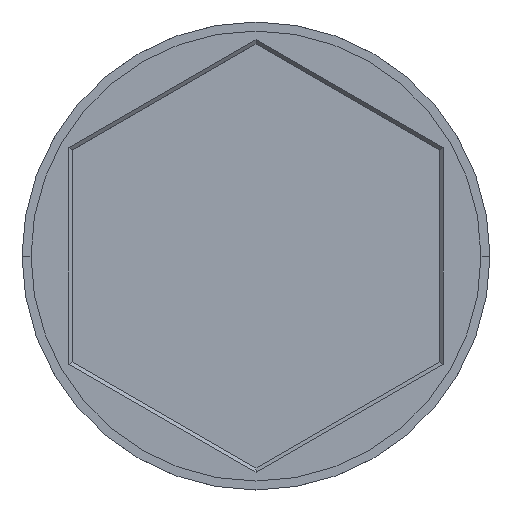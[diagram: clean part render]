
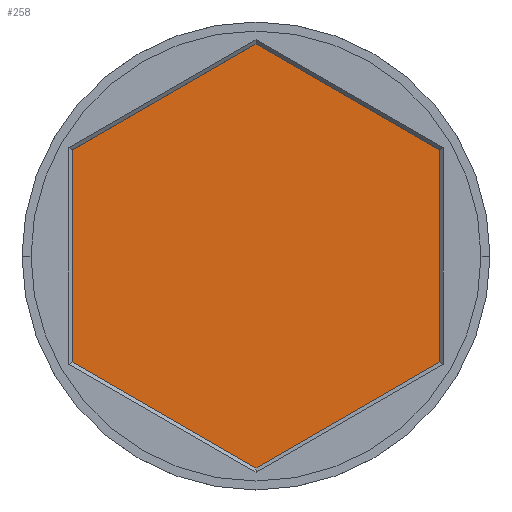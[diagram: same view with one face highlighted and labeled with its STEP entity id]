
A CAD part, top view. The second image highlights one B-rep face of the part: STEP entity #258.
In plain terms, the highlighted planar face has unit normal (0, 0, 1).
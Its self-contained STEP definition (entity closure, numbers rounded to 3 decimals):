
#17 = ORIENTED_EDGE ( 'NONE', *, *, #769, .T. ) ;
#19 = DIRECTION ( 'NONE',  ( 0., 0., 1. ) ) ;
#30 = CARTESIAN_POINT ( 'NONE',  ( 0., 0., -2. ) ) ;
#53 = EDGE_CURVE ( 'NONE', #1121, #206, #1420, .T. ) ;
#76 = EDGE_CURVE ( 'NONE', #595, #1121, #616, .T. ) ;
#192 = ORIENTED_EDGE ( 'NONE', *, *, #1379, .T. ) ;
#206 = VERTEX_POINT ( 'NONE', #942 ) ;
#258 = ADVANCED_FACE ( 'NONE', ( #713 ), #1546, .T. ) ;
#271 = VECTOR ( 'NONE', #805, 1000. ) ;
#346 = VECTOR ( 'NONE', #413, 1000. ) ;
#360 = DIRECTION ( 'NONE',  ( 0., -1., 0. ) ) ;
#364 = CARTESIAN_POINT ( 'NONE',  ( -10.2, 5.889, -2. ) ) ;
#367 = VECTOR ( 'NONE', #812, 1000. ) ;
#413 = DIRECTION ( 'NONE',  ( -0.866, -0.5, 0. ) ) ;
#551 = LINE ( 'NONE', #1134, #1320 ) ;
#556 = DIRECTION ( 'NONE',  ( 0.866, -0.5, 0. ) ) ;
#595 = VERTEX_POINT ( 'NONE', #1304 ) ;
#616 = LINE ( 'NONE', #901, #1216 ) ;
#639 = EDGE_CURVE ( 'NONE', #206, #765, #933, .T. ) ;
#663 = ORIENTED_EDGE ( 'NONE', *, *, #639, .T. ) ;
#713 = FACE_OUTER_BOUND ( 'NONE', #934, .T. ) ;
#765 = VERTEX_POINT ( 'NONE', #1331 ) ;
#769 = EDGE_CURVE ( 'NONE', #765, #979, #1097, .T. ) ;
#805 = DIRECTION ( 'NONE',  ( 0., 1., 0. ) ) ;
#812 = DIRECTION ( 'NONE',  ( -0.866, 0.5, 0. ) ) ;
#820 = EDGE_CURVE ( 'NONE', #1479, #595, #551, .T. ) ;
#823 = ORIENTED_EDGE ( 'NONE', *, *, #76, .T. ) ;
#842 = CARTESIAN_POINT ( 'NONE',  ( -10.2, 5.889, -2. ) ) ;
#859 = DIRECTION ( 'NONE',  ( 1., 0., 0. ) ) ;
#870 = ORIENTED_EDGE ( 'NONE', *, *, #53, .T. ) ;
#901 = CARTESIAN_POINT ( 'NONE',  ( 0., -11.778, -2. ) ) ;
#933 = LINE ( 'NONE', #1409, #367 ) ;
#934 = EDGE_LOOP ( 'NONE', ( #663, #17, #192, #1151, #823, #870 ) ) ;
#942 = CARTESIAN_POINT ( 'NONE',  ( 10.2, 5.889, -2. ) ) ;
#951 = LINE ( 'NONE', #364, #1516 ) ;
#979 = VERTEX_POINT ( 'NONE', #842 ) ;
#1088 = CARTESIAN_POINT ( 'NONE',  ( -10.2, -5.889, -2. ) ) ;
#1097 = LINE ( 'NONE', #1296, #346 ) ;
#1109 = AXIS2_PLACEMENT_3D ( 'NONE', #30, #19, #859 ) ;
#1121 = VERTEX_POINT ( 'NONE', #1241 ) ;
#1134 = CARTESIAN_POINT ( 'NONE',  ( -10.2, -5.889, -2. ) ) ;
#1151 = ORIENTED_EDGE ( 'NONE', *, *, #820, .T. ) ;
#1161 = CARTESIAN_POINT ( 'NONE',  ( 10.2, -5.889, -2. ) ) ;
#1216 = VECTOR ( 'NONE', #1498, 1000. ) ;
#1241 = CARTESIAN_POINT ( 'NONE',  ( 10.2, -5.889, -2. ) ) ;
#1296 = CARTESIAN_POINT ( 'NONE',  ( 0., 11.778, -2. ) ) ;
#1304 = CARTESIAN_POINT ( 'NONE',  ( 0., -11.778, -2. ) ) ;
#1320 = VECTOR ( 'NONE', #556, 1000. ) ;
#1331 = CARTESIAN_POINT ( 'NONE',  ( 0., 11.778, -2. ) ) ;
#1379 = EDGE_CURVE ( 'NONE', #979, #1479, #951, .T. ) ;
#1409 = CARTESIAN_POINT ( 'NONE',  ( 10.2, 5.889, -2. ) ) ;
#1420 = LINE ( 'NONE', #1161, #271 ) ;
#1479 = VERTEX_POINT ( 'NONE', #1088 ) ;
#1498 = DIRECTION ( 'NONE',  ( 0.866, 0.5, 0. ) ) ;
#1516 = VECTOR ( 'NONE', #360, 1000. ) ;
#1546 = PLANE ( 'NONE',  #1109 ) ;
